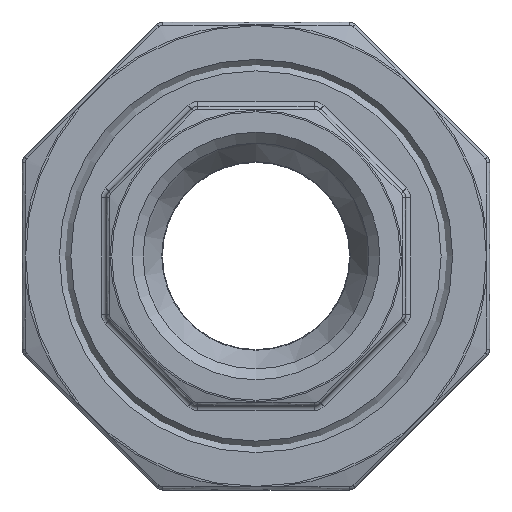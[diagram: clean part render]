
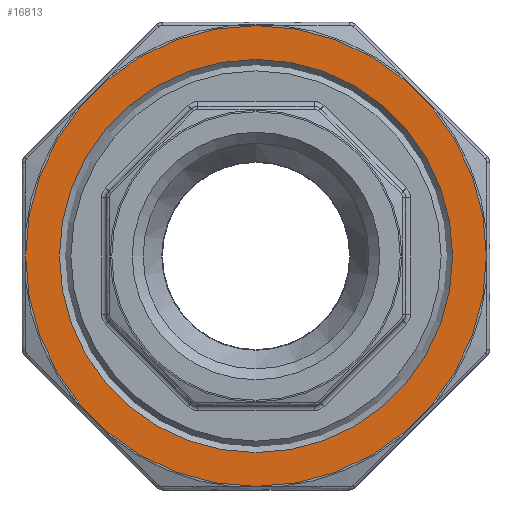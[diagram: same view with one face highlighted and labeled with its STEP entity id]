
A CAD part, left-side view. The second image highlights one B-rep face of the part: STEP entity #16813.
In plain terms, the highlighted planar face has unit normal (-1, 0, 0).
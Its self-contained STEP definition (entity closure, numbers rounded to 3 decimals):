
#682 = ORIENTED_EDGE ( 'NONE', *, *, #16953, .T. ) ;
#1653 = EDGE_CURVE ( 'NONE', #1820, #1820, #17494, .T. ) ;
#1820 = VERTEX_POINT ( 'NONE', #17896 ) ;
#3426 = CARTESIAN_POINT ( 'NONE',  ( -9.5, 0., 0. ) ) ;
#5149 = AXIS2_PLACEMENT_3D ( 'NONE', #18362, #17109, #20049 ) ;
#5273 = CARTESIAN_POINT ( 'NONE',  ( -9.5, 34.92, 0. ) ) ;
#7019 = VERTEX_POINT ( 'NONE', #11983 ) ;
#8235 = CIRCLE ( 'NONE', #5149, 21. ) ;
#8520 = PLANE ( 'NONE',  #20680 ) ;
#9409 = EDGE_LOOP ( 'NONE', ( #682 ) ) ;
#9784 = DIRECTION ( 'NONE',  ( 0., 0., 1. ) ) ;
#9886 = DIRECTION ( 'NONE',  ( -1., 0., 0. ) ) ;
#11496 = FACE_BOUND ( 'NONE', #9409, .T. ) ;
#11707 = DIRECTION ( 'NONE',  ( 0., 0., 1. ) ) ;
#11983 = CARTESIAN_POINT ( 'NONE',  ( -9.5, 0., -21. ) ) ;
#12753 = ORIENTED_EDGE ( 'NONE', *, *, #1653, .T. ) ;
#13393 = DIRECTION ( 'NONE',  ( -1., 0., 0. ) ) ;
#15804 = EDGE_LOOP ( 'NONE', ( #12753 ) ) ;
#15823 = AXIS2_PLACEMENT_3D ( 'NONE', #3426, #9886, #9784 ) ;
#16813 = ADVANCED_FACE ( 'NONE', ( #19627, #11496 ), #8520, .T. ) ;
#16953 = EDGE_CURVE ( 'NONE', #7019, #7019, #8235, .T. ) ;
#17109 = DIRECTION ( 'NONE',  ( 1., 0., 0. ) ) ;
#17494 = CIRCLE ( 'NONE', #15823, 24.612 ) ;
#17896 = CARTESIAN_POINT ( 'NONE',  ( -9.5, 0., 24.612 ) ) ;
#18362 = CARTESIAN_POINT ( 'NONE',  ( -9.5, 0., 0. ) ) ;
#19627 = FACE_OUTER_BOUND ( 'NONE', #15804, .T. ) ;
#20049 = DIRECTION ( 'NONE',  ( 0., 0., -1. ) ) ;
#20680 = AXIS2_PLACEMENT_3D ( 'NONE', #5273, #13393, #11707 ) ;
